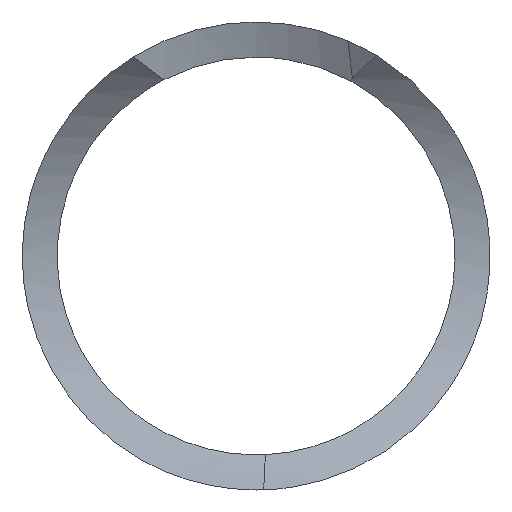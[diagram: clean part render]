
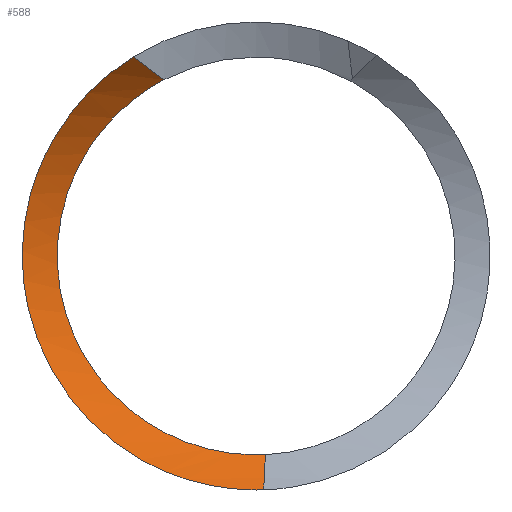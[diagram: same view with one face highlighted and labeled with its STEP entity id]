
A CAD part, front view. The second image highlights one B-rep face of the part: STEP entity #588.
In plain terms, the highlighted cylindrical face has radius 12.5 mm (diameter 25 mm), a partial arc.
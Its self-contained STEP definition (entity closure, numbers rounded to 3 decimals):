
#358=CARTESIAN_POINT('Vertex',(-327.09,-163.305,-71.932)) ;
#362=CARTESIAN_POINT('Control Point',(-327.09,-163.305,-71.932)) ;
#363=CARTESIAN_POINT('Control Point',(-327.105,-163.625,-72.278)) ;
#364=CARTESIAN_POINT('Control Point',(-327.12,-163.965,-72.606)) ;
#365=CARTESIAN_POINT('Control Point',(-327.136,-164.322,-72.914)) ;
#366=CARTESIAN_POINT('Vertex',(-327.136,-164.322,-72.914)) ;
#370=CARTESIAN_POINT('Control Point',(-327.136,-164.322,-72.914)) ;
#371=CARTESIAN_POINT('Control Point',(-327.145,-164.519,-73.084)) ;
#372=CARTESIAN_POINT('Control Point',(-327.154,-164.722,-73.248)) ;
#373=CARTESIAN_POINT('Control Point',(-327.164,-164.929,-73.405)) ;
#374=CARTESIAN_POINT('Vertex',(-327.164,-164.929,-73.405)) ;
#378=CARTESIAN_POINT('Control Point',(-327.164,-164.929,-73.405)) ;
#379=CARTESIAN_POINT('Control Point',(-327.164,-164.943,-73.415)) ;
#380=CARTESIAN_POINT('Control Point',(-327.165,-164.956,-73.426)) ;
#381=CARTESIAN_POINT('Control Point',(-327.165,-164.97,-73.436)) ;
#382=CARTESIAN_POINT('Vertex',(-327.165,-164.97,-73.436)) ;
#424=CARTESIAN_POINT('Control Point',(-327.484,-164.963,-73.441)) ;
#425=CARTESIAN_POINT('Control Point',(-327.378,-164.968,-73.441)) ;
#426=CARTESIAN_POINT('Control Point',(-327.272,-164.97,-73.439)) ;
#427=CARTESIAN_POINT('Control Point',(-327.165,-164.97,-73.436)) ;
#428=CARTESIAN_POINT('Vertex',(-327.484,-164.963,-73.441)) ;
#494=CARTESIAN_POINT('Vertex',(-327.484,-163.293,-71.941)) ;
#498=CARTESIAN_POINT('Control Point',(-327.484,-163.293,-71.941)) ;
#499=CARTESIAN_POINT('Control Point',(-327.353,-163.3,-71.941)) ;
#500=CARTESIAN_POINT('Control Point',(-327.221,-163.304,-71.938)) ;
#501=CARTESIAN_POINT('Control Point',(-327.09,-163.305,-71.932)) ;
#514=CARTESIAN_POINT('Axis2P3D Location',(307401.099,-21220.642,-6096.876)) ;
#520=CARTESIAN_POINT('Control Point',(-331.423,-162.132,-55.909)) ;
#521=CARTESIAN_POINT('Control Point',(-331.862,-162.346,-55.573)) ;
#522=CARTESIAN_POINT('Control Point',(-332.299,-162.577,-55.246)) ;
#523=CARTESIAN_POINT('Control Point',(-332.733,-162.828,-54.929)) ;
#524=CARTESIAN_POINT('Vertex',(-331.423,-162.132,-55.909)) ;
#526=CARTESIAN_POINT('Vertex',(-332.733,-162.828,-54.929)) ;
#530=CARTESIAN_POINT('Control Point',(-327.484,-164.963,-73.441)) ;
#531=CARTESIAN_POINT('Control Point',(-328.404,-164.924,-73.441)) ;
#532=CARTESIAN_POINT('Control Point',(-329.318,-164.745,-73.335)) ;
#533=CARTESIAN_POINT('Control Point',(-330.176,-164.43,-73.128)) ;
#534=CARTESIAN_POINT('Control Point',(-331.531,-163.795,-72.653)) ;
#535=CARTESIAN_POINT('Control Point',(-332.736,-163.054,-71.979)) ;
#536=CARTESIAN_POINT('Control Point',(-333.206,-162.743,-71.671)) ;
#537=CARTESIAN_POINT('Control Point',(-334.476,-161.851,-70.707)) ;
#538=CARTESIAN_POINT('Control Point',(-335.549,-160.99,-69.492)) ;
#539=CARTESIAN_POINT('Control Point',(-336.157,-160.477,-68.6)) ;
#540=CARTESIAN_POINT('Control Point',(-336.964,-159.769,-66.96)) ;
#541=CARTESIAN_POINT('Control Point',(-337.386,-159.372,-65.105)) ;
#542=CARTESIAN_POINT('Control Point',(-337.484,-159.274,-64.361)) ;
#543=CARTESIAN_POINT('Control Point',(-337.529,-159.213,-63.068)) ;
#544=CARTESIAN_POINT('Control Point',(-337.369,-159.331,-61.792)) ;
#545=CARTESIAN_POINT('Control Point',(-337.267,-159.41,-61.269)) ;
#546=CARTESIAN_POINT('Control Point',(-336.987,-159.634,-60.212)) ;
#547=CARTESIAN_POINT('Control Point',(-336.578,-159.966,-59.227)) ;
#548=CARTESIAN_POINT('Control Point',(-336.334,-160.163,-58.739)) ;
#549=CARTESIAN_POINT('Control Point',(-335.615,-160.741,-57.51)) ;
#550=CARTESIAN_POINT('Control Point',(-334.721,-161.435,-56.462)) ;
#551=CARTESIAN_POINT('Control Point',(-334.108,-161.895,-55.88)) ;
#552=CARTESIAN_POINT('Control Point',(-333.446,-162.366,-55.369)) ;
#553=CARTESIAN_POINT('Control Point',(-332.733,-162.828,-54.929)) ;
#556=CARTESIAN_POINT('Control Point',(-327.484,-163.293,-71.941)) ;
#557=CARTESIAN_POINT('Control Point',(-328.437,-163.246,-71.941)) ;
#558=CARTESIAN_POINT('Control Point',(-329.384,-163.074,-71.807)) ;
#559=CARTESIAN_POINT('Control Point',(-330.274,-162.784,-71.545)) ;
#560=CARTESIAN_POINT('Control Point',(-332.162,-161.992,-70.719)) ;
#561=CARTESIAN_POINT('Control Point',(-333.69,-161.057,-69.41)) ;
#562=CARTESIAN_POINT('Control Point',(-334.435,-160.55,-68.537)) ;
#563=CARTESIAN_POINT('Control Point',(-335.384,-159.859,-66.933)) ;
#564=CARTESIAN_POINT('Control Point',(-335.871,-159.47,-65.071)) ;
#565=CARTESIAN_POINT('Control Point',(-335.979,-159.378,-64.364)) ;
#566=CARTESIAN_POINT('Control Point',(-336.034,-159.319,-63.133)) ;
#567=CARTESIAN_POINT('Control Point',(-335.87,-159.424,-61.92)) ;
#568=CARTESIAN_POINT('Control Point',(-335.764,-159.496,-61.424)) ;
#569=CARTESIAN_POINT('Control Point',(-335.472,-159.697,-60.424)) ;
#570=CARTESIAN_POINT('Control Point',(-335.043,-159.994,-59.5)) ;
#571=CARTESIAN_POINT('Control Point',(-334.786,-160.168,-59.045)) ;
#572=CARTESIAN_POINT('Control Point',(-334.089,-160.636,-57.998)) ;
#573=CARTESIAN_POINT('Control Point',(-333.229,-161.173,-57.114)) ;
#574=CARTESIAN_POINT('Control Point',(-332.672,-161.502,-56.65)) ;
#575=CARTESIAN_POINT('Control Point',(-332.07,-161.827,-56.247)) ;
#576=CARTESIAN_POINT('Control Point',(-331.423,-162.132,-55.909)) ;
#515=DIRECTION('Axis2P3D Direction',(-0.997,0.068,0.02)) ;
#516=DIRECTION('Axis2P3D XDirection',(0.02,-0.001,1.)) ;
#517=AXIS2_PLACEMENT_3D('Cylinder Axis2P3D',#514,#515,#516) ;
#579=ORIENTED_EDGE('',*,*,#528,.T.) ;
#580=ORIENTED_EDGE('',*,*,#554,.F.) ;
#581=ORIENTED_EDGE('',*,*,#430,.T.) ;
#582=ORIENTED_EDGE('',*,*,#384,.F.) ;
#583=ORIENTED_EDGE('',*,*,#376,.F.) ;
#584=ORIENTED_EDGE('',*,*,#368,.F.) ;
#585=ORIENTED_EDGE('',*,*,#502,.F.) ;
#586=ORIENTED_EDGE('',*,*,#577,.T.) ;
#588=ADVANCED_FACE('Corps principal',(#587),#518,.F.) ;
#361=B_SPLINE_CURVE_WITH_KNOTS('',3,(#362,#363,#364,#365),.UNSPECIFIED.,.F.,.U.,(4,4),(40.98,42.982),.UNSPECIFIED.) ;
#369=B_SPLINE_CURVE_WITH_KNOTS('',3,(#370,#371,#372,#373),.UNSPECIFIED.,.F.,.U.,(4,4),(42.982,44.087),.UNSPECIFIED.) ;
#377=B_SPLINE_CURVE_WITH_KNOTS('',3,(#378,#379,#380,#381),.UNSPECIFIED.,.F.,.U.,(4,4),(44.087,44.16),.UNSPECIFIED.) ;
#423=B_SPLINE_CURVE_WITH_KNOTS('',3,(#424,#425,#426,#427),.UNSPECIFIED.,.F.,.U.,(4,4),(0.,0.451),.UNSPECIFIED.) ;
#497=B_SPLINE_CURVE_WITH_KNOTS('',3,(#498,#499,#500,#501),.UNSPECIFIED.,.F.,.U.,(4,4),(0.,0.557),.UNSPECIFIED.) ;
#519=B_SPLINE_CURVE_WITH_KNOTS('',3,(#520,#521,#522,#523),.UNSPECIFIED.,.F.,.U.,(4,4),(10.16,12.676),.UNSPECIFIED.) ;
#529=B_SPLINE_CURVE_WITH_KNOTS('',5,(#530,#531,#532,#533,#534,#535,#536,#537,#538,#539,#540,#541,#542,#543,#544,#545,#546,#547,#548,#549,#550,#551,#552,#553),.UNSPECIFIED.,.F.,.U.,(6,3,3,3,3,3,3,6),(0.,6.513,11.047,19.405,24.707,28.498,32.577,39.341),.UNSPECIFIED.) ;
#555=B_SPLINE_CURVE_WITH_KNOTS('',5,(#556,#557,#558,#559,#560,#561,#562,#563,#564,#565,#566,#567,#568,#569,#570,#571,#572,#573,#574,#575,#576),.UNSPECIFIED.,.F.,.U.,(6,3,3,3,3,3,6),(0.,6.748,15.495,20.54,24.144,28.017,33.607),.UNSPECIFIED.) ;
#518=CYLINDRICAL_SURFACE('generated cylinder',#517,12.5) ;
#368=EDGE_CURVE('',#359,#367,#361,.T.) ;
#376=EDGE_CURVE('',#367,#375,#369,.T.) ;
#384=EDGE_CURVE('',#375,#383,#377,.T.) ;
#430=EDGE_CURVE('',#429,#383,#423,.T.) ;
#502=EDGE_CURVE('',#495,#359,#497,.T.) ;
#528=EDGE_CURVE('',#525,#527,#519,.T.) ;
#554=EDGE_CURVE('',#429,#527,#529,.T.) ;
#577=EDGE_CURVE('',#495,#525,#555,.T.) ;
#578=EDGE_LOOP('',(#579,#580,#581,#582,#583,#584,#585,#586)) ;
#587=FACE_OUTER_BOUND('',#578,.T.) ;
#359=VERTEX_POINT('',#358) ;
#367=VERTEX_POINT('',#366) ;
#375=VERTEX_POINT('',#374) ;
#383=VERTEX_POINT('',#382) ;
#429=VERTEX_POINT('',#428) ;
#495=VERTEX_POINT('',#494) ;
#525=VERTEX_POINT('',#524) ;
#527=VERTEX_POINT('',#526) ;
